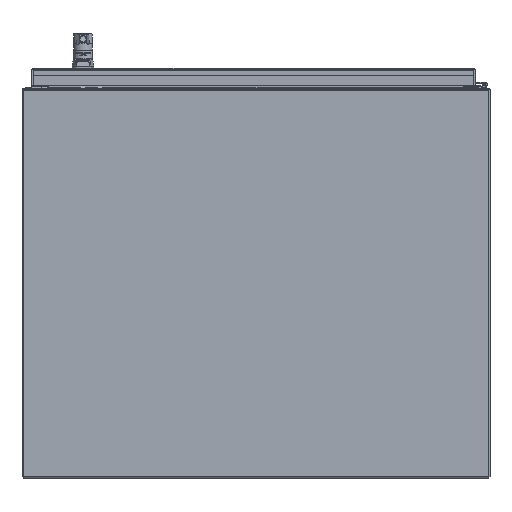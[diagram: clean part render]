
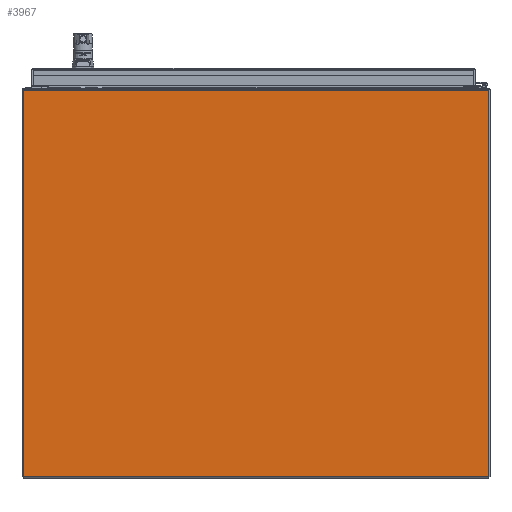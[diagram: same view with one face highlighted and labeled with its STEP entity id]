
A CAD part, front view. The second image highlights one B-rep face of the part: STEP entity #3967.
In plain terms, the highlighted planar face has unit normal (0, -1, 0).
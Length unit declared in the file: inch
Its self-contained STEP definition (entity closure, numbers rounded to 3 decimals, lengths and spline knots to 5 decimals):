
#3967 = ADVANCED_FACE ( 'NONE', ( #82419 ), #10194, .F. ) ;
#10194 = PLANE ( 'NONE',  #83804 ) ;
#12009 = VERTEX_POINT ( 'NONE', #68543 ) ;
#13535 = VECTOR ( 'NONE', #154070, 39.37008 ) ;
#20072 = CARTESIAN_POINT ( 'NONE',  ( -11.926, -20.0625, 9.53209 ) ) ;
#20194 = CARTESIAN_POINT ( 'NONE',  ( 11.926, -20.0625, -10.25741 ) ) ;
#22548 = CARTESIAN_POINT ( 'NONE',  ( 0., -20.0625, -0.36016 ) ) ;
#34716 = VERTEX_POINT ( 'NONE', #20072 ) ;
#35121 = EDGE_CURVE ( 'NONE', #96059, #91878, #173213, .T. ) ;
#45805 = DIRECTION ( 'NONE',  ( 1., 0., 0. ) ) ;
#55790 = DIRECTION ( 'NONE',  ( 0., 0., 1. ) ) ;
#68543 = CARTESIAN_POINT ( 'NONE',  ( -11.926, -20.0625, -10.25741 ) ) ;
#69965 = EDGE_CURVE ( 'NONE', #91878, #12009, #181707, .T. ) ;
#71404 = DIRECTION ( 'NONE',  ( 0., 0., -1. ) ) ;
#80005 = CARTESIAN_POINT ( 'NONE',  ( 0., -20.0625, -10.25741 ) ) ;
#82419 = FACE_OUTER_BOUND ( 'NONE', #100564, .T. ) ;
#83804 = AXIS2_PLACEMENT_3D ( 'NONE', #22548, #138443, #55790 ) ;
#91878 = VERTEX_POINT ( 'NONE', #20194 ) ;
#92088 = ORIENTED_EDGE ( 'NONE', *, *, #35121, .F. ) ;
#96059 = VERTEX_POINT ( 'NONE', #96132 ) ;
#96132 = CARTESIAN_POINT ( 'NONE',  ( 11.926, -20.0625, 9.53209 ) ) ;
#96138 = CARTESIAN_POINT ( 'NONE',  ( -11.926, -20.0625, -0.36016 ) ) ;
#100564 = EDGE_LOOP ( 'NONE', ( #148358, #123529, #92088, #145706 ) ) ;
#115378 = VECTOR ( 'NONE', #182653, 39.37008 ) ;
#120747 = VECTOR ( 'NONE', #71404, 39.37008 ) ;
#123529 = ORIENTED_EDGE ( 'NONE', *, *, #69965, .F. ) ;
#135299 = EDGE_CURVE ( 'NONE', #34716, #96059, #135655, .T. ) ;
#135655 = LINE ( 'NONE', #151809, #150838 ) ;
#138443 = DIRECTION ( 'NONE',  ( 0., 1., 0. ) ) ;
#138839 = EDGE_CURVE ( 'NONE', #12009, #34716, #153123, .T. ) ;
#145706 = ORIENTED_EDGE ( 'NONE', *, *, #135299, .F. ) ;
#148358 = ORIENTED_EDGE ( 'NONE', *, *, #138839, .F. ) ;
#150838 = VECTOR ( 'NONE', #45805, 39.37008 ) ;
#151809 = CARTESIAN_POINT ( 'NONE',  ( 0., -20.0625, 9.53209 ) ) ;
#153123 = LINE ( 'NONE', #96138, #115378 ) ;
#154070 = DIRECTION ( 'NONE',  ( -1., 0., 0. ) ) ;
#158877 = CARTESIAN_POINT ( 'NONE',  ( 11.926, -20.0625, -0.36016 ) ) ;
#173213 = LINE ( 'NONE', #158877, #120747 ) ;
#181707 = LINE ( 'NONE', #80005, #13535 ) ;
#182653 = DIRECTION ( 'NONE',  ( 0., 0., 1. ) ) ;
